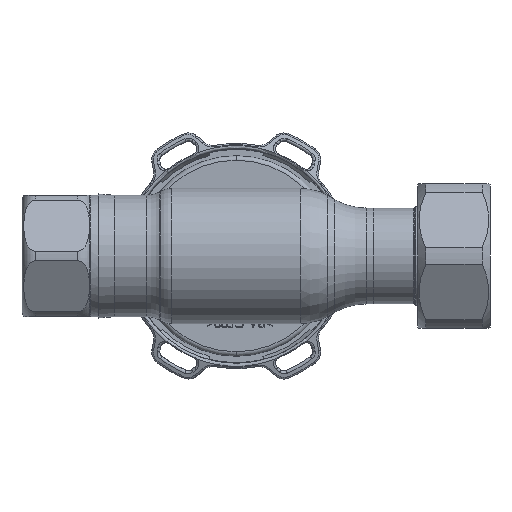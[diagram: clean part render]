
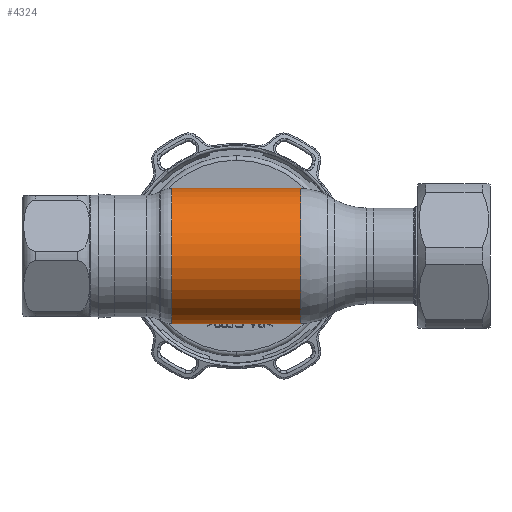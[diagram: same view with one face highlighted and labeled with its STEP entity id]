
A CAD part, front view. The second image highlights one B-rep face of the part: STEP entity #4324.
In plain terms, the highlighted cylindrical face has radius 15 mm (diameter 30 mm), a partial arc.
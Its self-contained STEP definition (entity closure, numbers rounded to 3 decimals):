
#4 = DIRECTION ( 'NONE',  ( 1., 0., 0. ) ) ;
#114 = ORIENTED_EDGE ( 'NONE', *, *, #27764, .T. ) ;
#624 = ORIENTED_EDGE ( 'NONE', *, *, #24086, .F. ) ;
#1398 = CIRCLE ( 'NONE', #18272, 15. ) ;
#2672 = LINE ( 'NONE', #18061, #4431 ) ;
#4324 = ADVANCED_FACE ( 'NONE', ( #20007 ), #34845, .T. ) ;
#4431 = VECTOR ( 'NONE', #5708, 1000. ) ;
#4689 = EDGE_CURVE ( 'NONE', #24152, #20870, #7164, .T. ) ;
#4851 = ORIENTED_EDGE ( 'NONE', *, *, #27633, .T. ) ;
#5708 = DIRECTION ( 'NONE',  ( 1., 0., 0. ) ) ;
#6178 = VECTOR ( 'NONE', #13386, 1000. ) ;
#7164 = LINE ( 'NONE', #16019, #6178 ) ;
#7237 = DIRECTION ( 'NONE',  ( 1., 0., 0. ) ) ;
#7361 = EDGE_LOOP ( 'NONE', ( #9845, #4851, #114, #624 ) ) ;
#9594 = DIRECTION ( 'NONE',  ( 0., 0., -1. ) ) ;
#9845 = ORIENTED_EDGE ( 'NONE', *, *, #4689, .F. ) ;
#9976 = AXIS2_PLACEMENT_3D ( 'NONE', #11900, #18262, #9594 ) ;
#11900 = CARTESIAN_POINT ( 'NONE',  ( 14.285, 0., 0. ) ) ;
#12312 = CARTESIAN_POINT ( 'NONE',  ( 14.285, 0., 15. ) ) ;
#13386 = DIRECTION ( 'NONE',  ( 1., 0., 0. ) ) ;
#15155 = DIRECTION ( 'NONE',  ( 0., 0., -1. ) ) ;
#16019 = CARTESIAN_POINT ( 'NONE',  ( 62.69, 0., 15. ) ) ;
#17519 = CARTESIAN_POINT ( 'NONE',  ( -14.285, 0., 15. ) ) ;
#18061 = CARTESIAN_POINT ( 'NONE',  ( 62.69, 0., -15. ) ) ;
#18262 = DIRECTION ( 'NONE',  ( 1., 0., 0. ) ) ;
#18272 = AXIS2_PLACEMENT_3D ( 'NONE', #18349, #7237, #15155 ) ;
#18349 = CARTESIAN_POINT ( 'NONE',  ( -14.285, 0., 0. ) ) ;
#20007 = FACE_OUTER_BOUND ( 'NONE', #7361, .T. ) ;
#20870 = VERTEX_POINT ( 'NONE', #12312 ) ;
#22938 = AXIS2_PLACEMENT_3D ( 'NONE', #25712, #4, #37322 ) ;
#24086 = EDGE_CURVE ( 'NONE', #20870, #28189, #37144, .T. ) ;
#24152 = VERTEX_POINT ( 'NONE', #17519 ) ;
#24690 = CARTESIAN_POINT ( 'NONE',  ( -14.285, 0., -15. ) ) ;
#25712 = CARTESIAN_POINT ( 'NONE',  ( 62.69, 0., 0. ) ) ;
#27633 = EDGE_CURVE ( 'NONE', #24152, #31325, #1398, .T. ) ;
#27764 = EDGE_CURVE ( 'NONE', #31325, #28189, #2672, .T. ) ;
#28189 = VERTEX_POINT ( 'NONE', #32441 ) ;
#31325 = VERTEX_POINT ( 'NONE', #24690 ) ;
#32441 = CARTESIAN_POINT ( 'NONE',  ( 14.285, 0., -15. ) ) ;
#34845 = CYLINDRICAL_SURFACE ( 'NONE', #22938, 15. ) ;
#37144 = CIRCLE ( 'NONE', #9976, 15. ) ;
#37322 = DIRECTION ( 'NONE',  ( 0., 0., -1. ) ) ;
